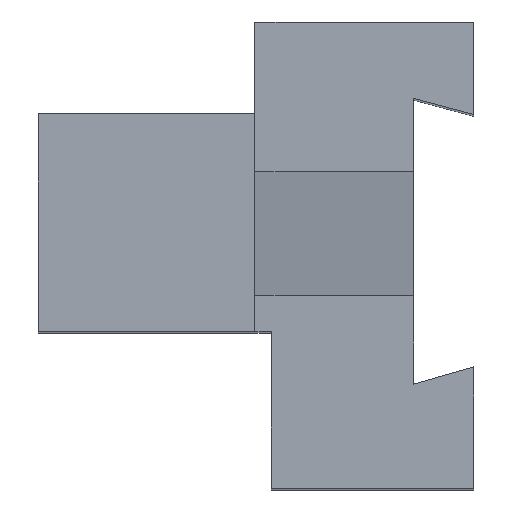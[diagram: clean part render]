
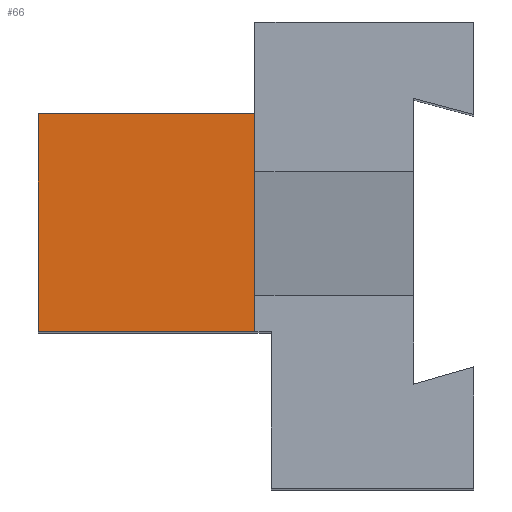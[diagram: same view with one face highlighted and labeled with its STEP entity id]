
A CAD part, top view. The second image highlights one B-rep face of the part: STEP entity #66.
In plain terms, the highlighted planar face has unit normal (0, 0, 1).
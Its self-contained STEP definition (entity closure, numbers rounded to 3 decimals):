
#66=ADVANCED_FACE('',(#110),#88,.T.);
#88=PLANE('',#485);
#110=FACE_OUTER_BOUND('',#132,.T.);
#132=EDGE_LOOP('',(#231,#232,#233,#234));
#231=ORIENTED_EDGE('',*,*,#324,.T.);
#232=ORIENTED_EDGE('',*,*,#329,.F.);
#233=ORIENTED_EDGE('',*,*,#326,.F.);
#234=ORIENTED_EDGE('',*,*,#331,.F.);
#272=VERTEX_POINT('',#686);
#274=VERTEX_POINT('',#690);
#275=VERTEX_POINT('',#694);
#277=VERTEX_POINT('',#697);
#324=EDGE_CURVE('',#272,#274,#378,.T.);
#326=EDGE_CURVE('',#275,#277,#380,.T.);
#329=EDGE_CURVE('',#277,#274,#383,.T.);
#331=EDGE_CURVE('',#272,#275,#385,.T.);
#378=LINE('',#691,#432);
#380=LINE('',#696,#434);
#383=LINE('',#702,#437);
#385=LINE('',#705,#439);
#432=VECTOR('',#573,1.);
#434=VECTOR('',#577,1.);
#437=VECTOR('',#582,1.);
#439=VECTOR('',#586,1.);
#485=AXIS2_PLACEMENT_3D('',#706,#587,#588);
#573=DIRECTION('',(0.,1.,0.));
#577=DIRECTION('',(0.,1.,0.));
#582=DIRECTION('',(1.,0.,0.));
#586=DIRECTION('',(-1.,0.,0.));
#587=DIRECTION('',(0.,0.,1.));
#588=DIRECTION('',(1.,0.,0.));
#686=CARTESIAN_POINT('',(0.,-28.27,91.5));
#690=CARTESIAN_POINT('',(0.,-8.37,91.5));
#691=CARTESIAN_POINT('',(0.,-5.586,91.5));
#694=CARTESIAN_POINT('',(-19.8,-28.27,91.5));
#696=CARTESIAN_POINT('',(-19.8,-28.27,91.5));
#697=CARTESIAN_POINT('',(-19.8,-8.37,91.5));
#702=CARTESIAN_POINT('',(-1.414,-8.37,91.5));
#705=CARTESIAN_POINT('',(1.5,-28.27,91.5));
#706=CARTESIAN_POINT('',(0.,-61.,91.5));
